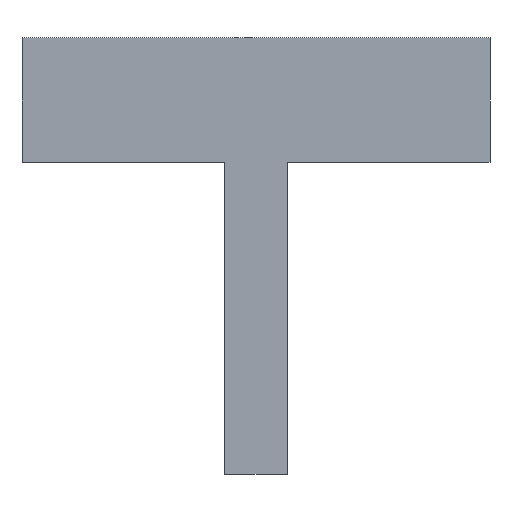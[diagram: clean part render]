
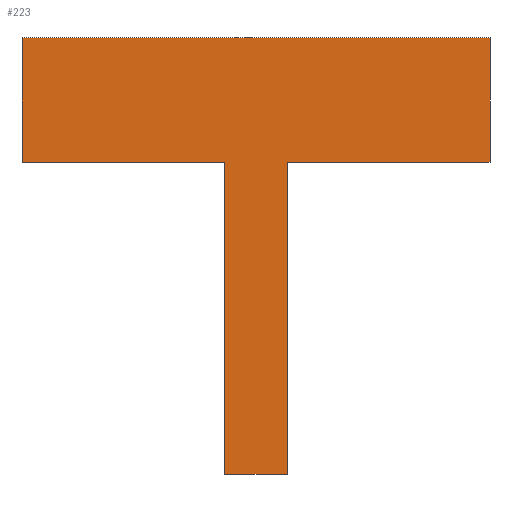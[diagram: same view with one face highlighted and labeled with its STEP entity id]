
A CAD part, front view. The second image highlights one B-rep face of the part: STEP entity #223.
In plain terms, the highlighted planar face has unit normal (0, -1, 0).
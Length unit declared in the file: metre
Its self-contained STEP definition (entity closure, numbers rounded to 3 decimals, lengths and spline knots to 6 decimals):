
#38=ORIENTED_EDGE('',*,*,#80,.F.);
#39=ORIENTED_EDGE('',*,*,#83,.T.);
#40=ORIENTED_EDGE('',*,*,#86,.T.);
#41=ORIENTED_EDGE('',*,*,#88,.F.);
#42=ORIENTED_EDGE('',*,*,#90,.F.);
#43=ORIENTED_EDGE('',*,*,#91,.F.);
#44=ORIENTED_EDGE('',*,*,#92,.T.);
#45=ORIENTED_EDGE('',*,*,#74,.F.);
#74=EDGE_CURVE('',#102,#103,#122,.T.);
#80=EDGE_CURVE('',#107,#102,#128,.T.);
#83=EDGE_CURVE('',#107,#109,#131,.T.);
#86=EDGE_CURVE('',#109,#111,#134,.T.);
#88=EDGE_CURVE('',#112,#111,#136,.T.);
#90=EDGE_CURVE('',#114,#112,#138,.T.);
#91=EDGE_CURVE('',#115,#114,#139,.T.);
#92=EDGE_CURVE('',#115,#103,#140,.T.);
#102=VERTEX_POINT('',#328);
#103=VERTEX_POINT('',#329);
#107=VERTEX_POINT('',#339);
#109=VERTEX_POINT('',#345);
#111=VERTEX_POINT('',#351);
#112=VERTEX_POINT('',#355);
#114=VERTEX_POINT('',#361);
#115=VERTEX_POINT('',#363);
#122=LINE('',#327,#146);
#128=LINE('',#340,#152);
#131=LINE('',#346,#155);
#134=LINE('',#352,#158);
#136=LINE('',#357,#160);
#138=LINE('',#360,#162);
#139=LINE('',#362,#163);
#140=LINE('',#364,#164);
#146=VECTOR('',#267,1.);
#152=VECTOR('',#275,1.);
#155=VECTOR('',#280,1.);
#158=VECTOR('',#285,1.);
#160=VECTOR('',#289,1.);
#162=VECTOR('',#293,1.);
#163=VECTOR('',#294,1.);
#164=VECTOR('',#295,1.);
#175=EDGE_LOOP('',(#38,#39,#40,#41,#42,#43,#44,#45));
#193=FACE_BOUND('',#175,.T.);
#211=PLANE('',#250);
#223=ADVANCED_FACE('',(#193),#211,.T.);
#250=AXIS2_PLACEMENT_3D('',#359,#291,#292);
#267=DIRECTION('',(-1.,0.,0.));
#275=DIRECTION('',(0.,0.,-1.));
#280=DIRECTION('',(-1.,0.,0.));
#285=DIRECTION('',(0.,0.,-1.));
#289=DIRECTION('',(-1.,0.,0.));
#291=DIRECTION('',(0.,-1.,0.));
#292=DIRECTION('',(1.,0.,0.));
#293=DIRECTION('',(0.,0.,1.));
#294=DIRECTION('',(-1.,0.,0.));
#295=DIRECTION('',(0.,0.,1.));
#327=CARTESIAN_POINT('',(0.,-0.01,-0.02));
#328=CARTESIAN_POINT('',(0.075,-0.01,-0.02));
#329=CARTESIAN_POINT('',(0.01,-0.01,-0.02));
#339=CARTESIAN_POINT('',(0.075,-0.01,0.02));
#340=CARTESIAN_POINT('',(0.075,-0.01,0.));
#345=CARTESIAN_POINT('',(-0.075,-0.01,0.02));
#346=CARTESIAN_POINT('',(0.,-0.01,0.02));
#351=CARTESIAN_POINT('',(-0.075,-0.01,-0.02));
#352=CARTESIAN_POINT('',(-0.075,-0.01,0.));
#355=CARTESIAN_POINT('',(-0.01,-0.01,-0.02));
#357=CARTESIAN_POINT('',(0.,-0.01,-0.02));
#359=CARTESIAN_POINT('',(0.,-0.01,0.));
#360=CARTESIAN_POINT('',(-0.01,-0.01,-0.12));
#361=CARTESIAN_POINT('',(-0.01,-0.01,-0.12));
#362=CARTESIAN_POINT('',(0.,-0.01,-0.12));
#363=CARTESIAN_POINT('',(0.01,-0.01,-0.12));
#364=CARTESIAN_POINT('',(0.01,-0.01,-0.12));
